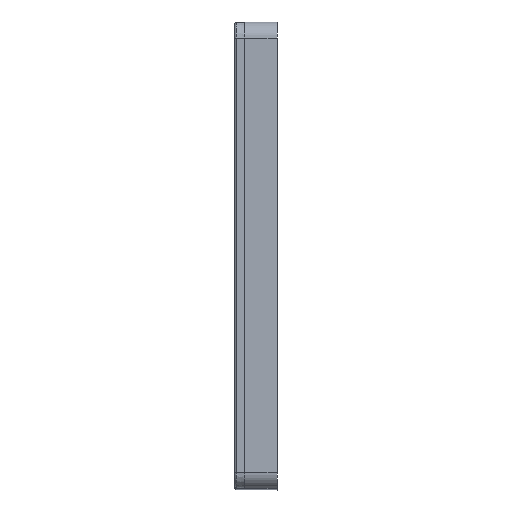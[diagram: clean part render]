
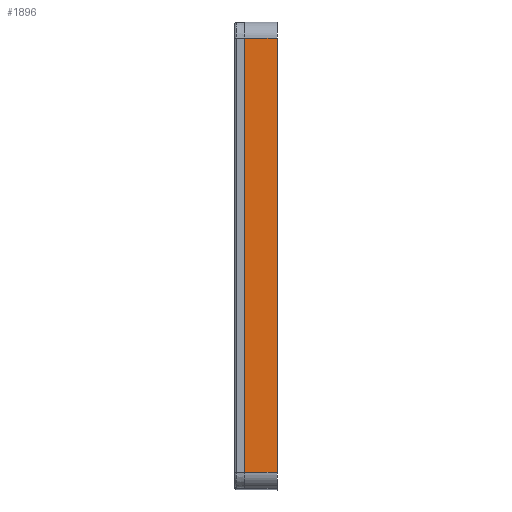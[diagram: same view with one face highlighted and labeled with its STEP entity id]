
A CAD part, top view. The second image highlights one B-rep face of the part: STEP entity #1896.
In plain terms, the highlighted face is planar.
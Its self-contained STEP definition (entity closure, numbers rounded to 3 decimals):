
#176 = LINE ( 'NONE', #3268, #1066 ) ;
#620 = ORIENTED_EDGE ( 'NONE', *, *, #4108, .T. ) ;
#718 = VERTEX_POINT ( 'NONE', #4159 ) ;
#854 = DIRECTION ( 'NONE',  ( 1., 0., 0. ) ) ;
#1005 = EDGE_CURVE ( 'NONE', #3415, #1811, #2849, .T. ) ;
#1066 = VECTOR ( 'NONE', #1533, 1000. ) ;
#1270 = PLANE ( 'NONE',  #3776 ) ;
#1319 = VERTEX_POINT ( 'NONE', #2929 ) ;
#1420 = ORIENTED_EDGE ( 'NONE', *, *, #1991, .F. ) ;
#1455 = CARTESIAN_POINT ( 'NONE',  ( -40., 78.5, -7.8 ) ) ;
#1533 = DIRECTION ( 'NONE',  ( 1., 0., 0. ) ) ;
#1657 = FACE_OUTER_BOUND ( 'NONE', #2877, .T. ) ;
#1811 = VERTEX_POINT ( 'NONE', #2118 ) ;
#1896 = ADVANCED_FACE ( 'NONE', ( #1657 ), #1270, .F. ) ;
#1919 = DIRECTION ( 'NONE',  ( 1., 0., 0. ) ) ;
#1969 = ORIENTED_EDGE ( 'NONE', *, *, #4643, .T. ) ;
#1991 = EDGE_CURVE ( 'NONE', #1319, #3415, #5302, .T. ) ;
#2118 = CARTESIAN_POINT ( 'NONE',  ( 40., 78.5, -1.8 ) ) ;
#2284 = CARTESIAN_POINT ( 'NONE',  ( -40., 78.5, -186.811 ) ) ;
#2403 = DIRECTION ( 'NONE',  ( 0., 0., 1. ) ) ;
#2849 = LINE ( 'NONE', #3681, #4006 ) ;
#2877 = EDGE_LOOP ( 'NONE', ( #3916, #1420, #1969, #620 ) ) ;
#2929 = CARTESIAN_POINT ( 'NONE',  ( -40., 78.5, -7.8 ) ) ;
#3222 = LINE ( 'NONE', #2284, #3402 ) ;
#3268 = CARTESIAN_POINT ( 'NONE',  ( -40., 78.5, -1.8 ) ) ;
#3402 = VECTOR ( 'NONE', #4051, 1000. ) ;
#3415 = VERTEX_POINT ( 'NONE', #3713 ) ;
#3681 = CARTESIAN_POINT ( 'NONE',  ( 40., 78.5, -186.811 ) ) ;
#3713 = CARTESIAN_POINT ( 'NONE',  ( 40., 78.5, -7.8 ) ) ;
#3776 = AXIS2_PLACEMENT_3D ( 'NONE', #5251, #4266, #854 ) ;
#3916 = ORIENTED_EDGE ( 'NONE', *, *, #1005, .F. ) ;
#4006 = VECTOR ( 'NONE', #2403, 1000. ) ;
#4051 = DIRECTION ( 'NONE',  ( 0., 0., 1. ) ) ;
#4108 = EDGE_CURVE ( 'NONE', #718, #1811, #176, .T. ) ;
#4159 = CARTESIAN_POINT ( 'NONE',  ( -40., 78.5, -1.8 ) ) ;
#4231 = VECTOR ( 'NONE', #1919, 1000. ) ;
#4266 = DIRECTION ( 'NONE',  ( 0., -1., 0. ) ) ;
#4643 = EDGE_CURVE ( 'NONE', #1319, #718, #3222, .T. ) ;
#5251 = CARTESIAN_POINT ( 'NONE',  ( -40., 78.5, -186.811 ) ) ;
#5302 = LINE ( 'NONE', #1455, #4231 ) ;
